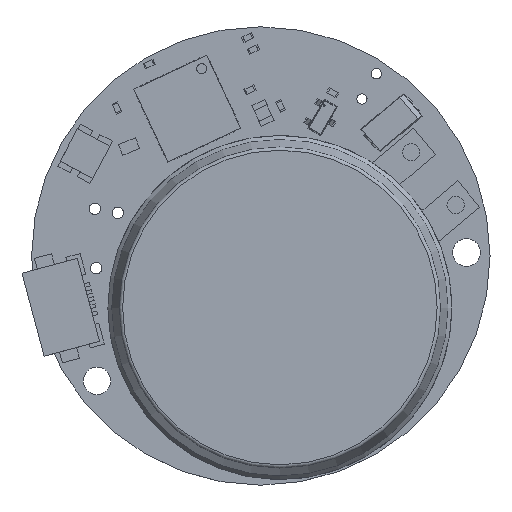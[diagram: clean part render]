
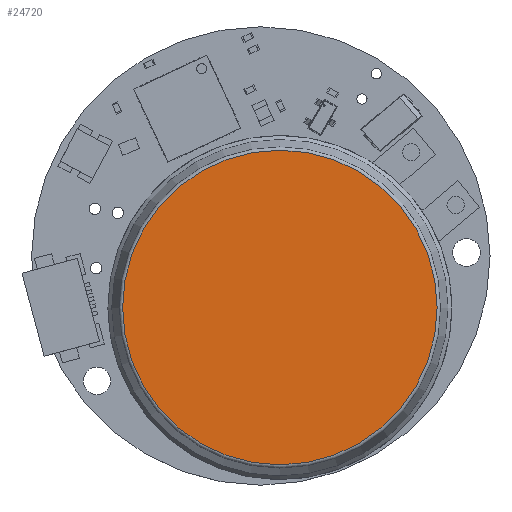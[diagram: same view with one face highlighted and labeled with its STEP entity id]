
A CAD part, top view. The second image highlights one B-rep face of the part: STEP entity #24720.
In plain terms, the highlighted planar face has unit normal (0, 0, 1).
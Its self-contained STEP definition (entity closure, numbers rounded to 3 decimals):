
#24658 = VERTEX_POINT('',#24659);
#24659 = CARTESIAN_POINT('',(61.395,50.648,4.8));
#24666 = EDGE_CURVE('',#24658,#24667,#24669,.T.);
#24667 = VERTEX_POINT('',#24668);
#24668 = CARTESIAN_POINT('',(40.365,33.002,4.8));
#24669 = CIRCLE('',#24670,13.726);
#24670 = AXIS2_PLACEMENT_3D('',#24671,#24672,#24673);
#24671 = CARTESIAN_POINT('',(50.88,41.825,4.8));
#24672 = DIRECTION('',(0.,0.,-1.));
#24673 = DIRECTION('',(0.766,0.643,0.));
#24675 = EDGE_CURVE('',#24667,#24658,#24676,.T.);
#24676 = CIRCLE('',#24677,13.726);
#24677 = AXIS2_PLACEMENT_3D('',#24678,#24679,#24680);
#24678 = CARTESIAN_POINT('',(50.88,41.825,4.8));
#24679 = DIRECTION('',(0.,0.,-1.));
#24680 = DIRECTION('',(0.766,0.643,0.));
#24720 = ADVANCED_FACE('',(#24721),#24725,.T.);
#24721 = FACE_BOUND('',#24722,.T.);
#24722 = EDGE_LOOP('',(#24723,#24724));
#24723 = ORIENTED_EDGE('',*,*,#24675,.F.);
#24724 = ORIENTED_EDGE('',*,*,#24666,.F.);
#24725 = PLANE('',#24726);
#24726 = AXIS2_PLACEMENT_3D('',#24727,#24728,#24729);
#24727 = CARTESIAN_POINT('',(50.88,41.825,4.8));
#24728 = DIRECTION('',(0.,0.,1.));
#24729 = DIRECTION('',(0.766,0.643,0.));
